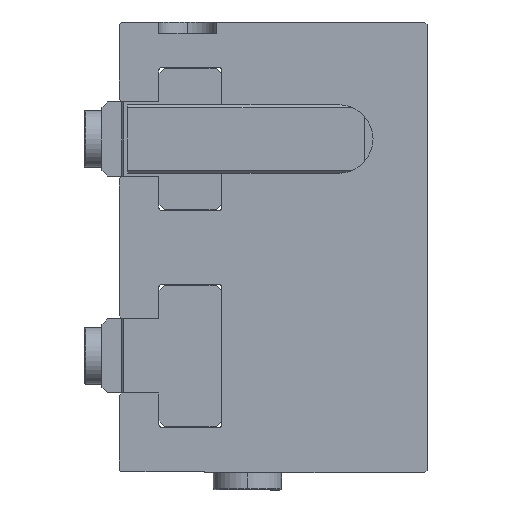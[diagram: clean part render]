
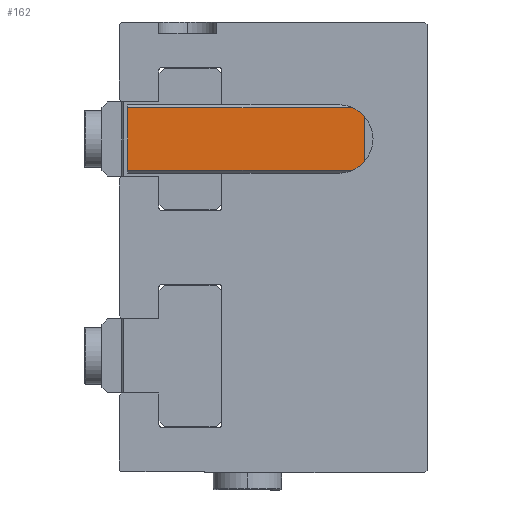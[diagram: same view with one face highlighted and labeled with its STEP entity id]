
A CAD part, left-side view. The second image highlights one B-rep face of the part: STEP entity #162.
In plain terms, the highlighted planar face has unit normal (-1, 0, 0).
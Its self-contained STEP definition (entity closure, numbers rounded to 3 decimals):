
#162 = ADVANCED_FACE ( 'NONE', ( #6150 ), #4840, .F. ) ;
#211 = VECTOR ( 'NONE', #7468, 1000. ) ;
#376 = EDGE_CURVE ( 'NONE', #1641, #7368, #2832, .T. ) ;
#421 = ORIENTED_EDGE ( 'NONE', *, *, #7734, .F. ) ;
#449 = AXIS2_PLACEMENT_3D ( 'NONE', #6759, #7333, #1197 ) ;
#724 = VERTEX_POINT ( 'NONE', #6919 ) ;
#808 = CARTESIAN_POINT ( 'NONE',  ( 0., 20.75, 5.5 ) ) ;
#1104 = CARTESIAN_POINT ( 'NONE',  ( 0., 41.5, 6. ) ) ;
#1197 = DIRECTION ( 'NONE',  ( 0., 0., -1. ) ) ;
#1509 = CARTESIAN_POINT ( 'NONE',  ( 0., 20.75, -5.5 ) ) ;
#1587 = DIRECTION ( 'NONE',  ( 0., 0., -1. ) ) ;
#1641 = VERTEX_POINT ( 'NONE', #4287 ) ;
#1758 = DIRECTION ( 'NONE',  ( 0., 0., 1. ) ) ;
#2343 = EDGE_LOOP ( 'NONE', ( #6766, #4038, #421, #3536 ) ) ;
#2566 = LINE ( 'NONE', #1104, #7197 ) ;
#2832 = LINE ( 'NONE', #1509, #6803 ) ;
#2871 = CARTESIAN_POINT ( 'NONE',  ( 0., 0., 0. ) ) ;
#2904 = LINE ( 'NONE', #2871, #8034 ) ;
#3536 = ORIENTED_EDGE ( 'NONE', *, *, #5468, .F. ) ;
#3747 = EDGE_CURVE ( 'NONE', #7368, #724, #2566, .T. ) ;
#4038 = ORIENTED_EDGE ( 'NONE', *, *, #376, .F. ) ;
#4287 = CARTESIAN_POINT ( 'NONE',  ( 0., 0., -5.5 ) ) ;
#4840 = PLANE ( 'NONE',  #449 ) ;
#4853 = VERTEX_POINT ( 'NONE', #7322 ) ;
#5219 = DIRECTION ( 'NONE',  ( 0., 1., 0. ) ) ;
#5468 = EDGE_CURVE ( 'NONE', #724, #4853, #6267, .T. ) ;
#5518 = CARTESIAN_POINT ( 'NONE',  ( 0., 41.5, -5.5 ) ) ;
#6150 = FACE_OUTER_BOUND ( 'NONE', #2343, .T. ) ;
#6267 = LINE ( 'NONE', #808, #211 ) ;
#6759 = CARTESIAN_POINT ( 'NONE',  ( 0., 20.75, 0. ) ) ;
#6766 = ORIENTED_EDGE ( 'NONE', *, *, #3747, .F. ) ;
#6803 = VECTOR ( 'NONE', #5219, 1000. ) ;
#6919 = CARTESIAN_POINT ( 'NONE',  ( 0., 41.5, 5.5 ) ) ;
#7197 = VECTOR ( 'NONE', #1758, 1000. ) ;
#7322 = CARTESIAN_POINT ( 'NONE',  ( 0., 0., 5.5 ) ) ;
#7333 = DIRECTION ( 'NONE',  ( 1., 0., 0. ) ) ;
#7368 = VERTEX_POINT ( 'NONE', #5518 ) ;
#7468 = DIRECTION ( 'NONE',  ( 0., -1., 0. ) ) ;
#7734 = EDGE_CURVE ( 'NONE', #4853, #1641, #2904, .T. ) ;
#8034 = VECTOR ( 'NONE', #1587, 1000. ) ;
